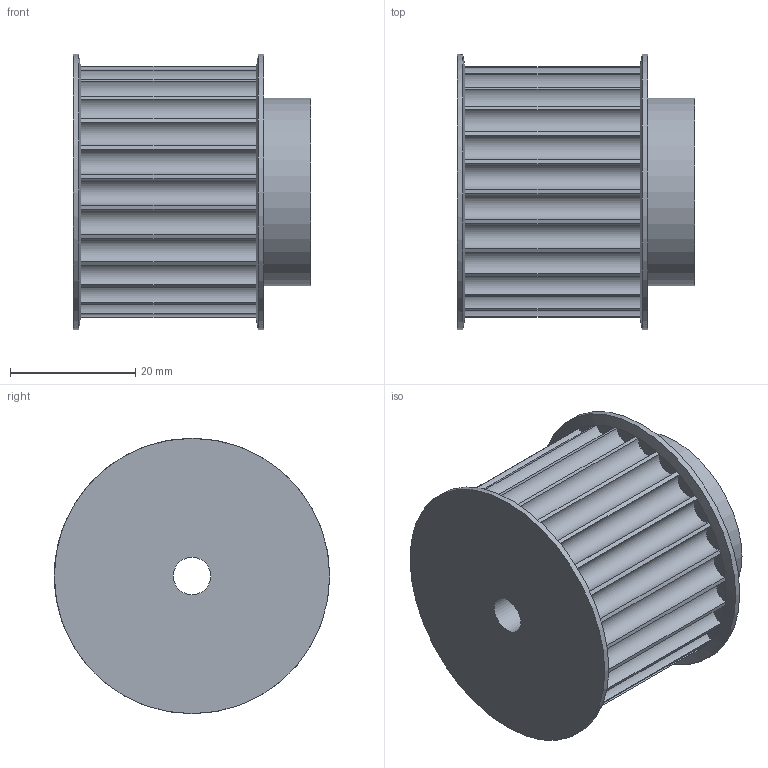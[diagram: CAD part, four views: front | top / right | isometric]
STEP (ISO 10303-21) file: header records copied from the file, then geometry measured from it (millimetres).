
FILE_DESCRIPTION( ( 'STEP AP214' ), '1' );
FILE_NAME( 'HTD-Zrr_6_17242600_2_14.stp', ' ', ( ' ' ), ( ' ' ), 'PSStep 15.0.47', 'PARTsolutions', ' ' );
FILE_SCHEMA( ( 'AUTOMOTIVE_DESIGN { 1 0 10303 214 1 1 1 1 }' ) );
Length unit declared in the file: millimetre
Products named in the file (1): _HTD-Zrr 6 17242600
Bounding box: 38 x 44 x 44 mm (x, y, z)
Volume: 38394.8 mm3; surface area: 10678 mm2
Topology: 1 solids, 1 shells, 114 faces, 226 edges, 115 vertices
Faces by surface type: cylinder 56, plane 55, cone 3
Full cylindrical faces by diameter (mm): 6 x1, 30 x1, 44 x2
Entity records: 3778 total; most frequent: DIRECTION 612, CARTESIAN_POINT 445, ORIENTED_EDGE 434, AXIS2_PLACEMENT_3D 280, EDGE_CURVE 217, CIRCLE 165, EDGE_LOOP 124, FACE_OUTER_BOUND 118
